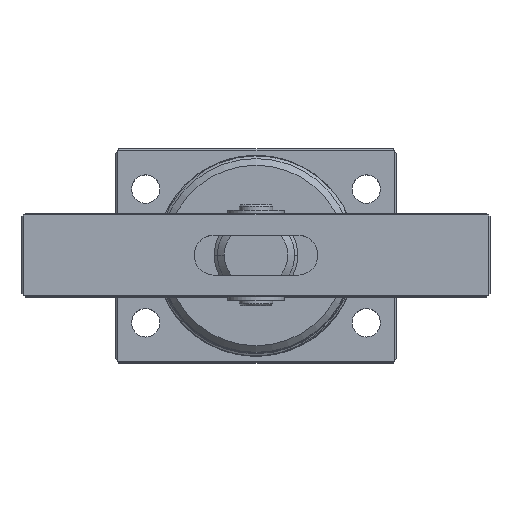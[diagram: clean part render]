
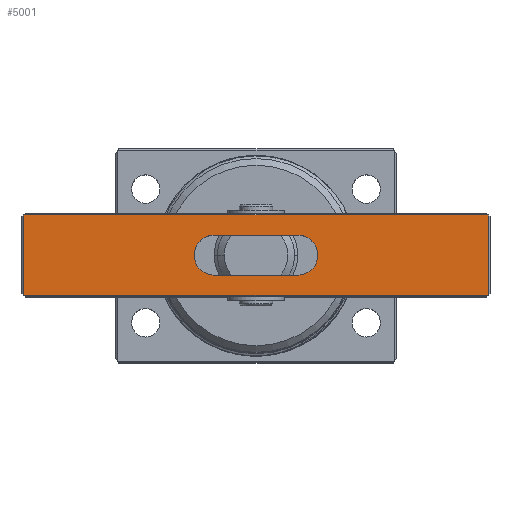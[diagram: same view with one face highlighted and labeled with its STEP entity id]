
A CAD part, top view. The second image highlights one B-rep face of the part: STEP entity #5001.
In plain terms, the highlighted planar face has unit normal (0, 0, 1).
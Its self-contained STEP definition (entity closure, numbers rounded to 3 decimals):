
#5 = CARTESIAN_POINT ( 'NONE',  ( 12.5, -6., 25. ) ) ;
#24 = DIRECTION ( 'NONE',  ( 1., 0., 0. ) ) ;
#97 = AXIS2_PLACEMENT_3D ( 'NONE', #5278, #11541, #6192 ) ;
#362 = EDGE_CURVE ( 'NONE', #1812, #11565, #2938, .T. ) ;
#386 = CARTESIAN_POINT ( 'NONE',  ( -70., 12., 25. ) ) ;
#438 = CARTESIAN_POINT ( 'NONE',  ( 70., -12., 25. ) ) ;
#681 = FACE_BOUND ( 'NONE', #4487, .T. ) ;
#688 = EDGE_CURVE ( 'NONE', #1266, #10025, #3344, .T. ) ;
#700 = ORIENTED_EDGE ( 'NONE', *, *, #688, .T. ) ;
#711 = AXIS2_PLACEMENT_3D ( 'NONE', #3288, #9042, #24 ) ;
#1060 = DIRECTION ( 'NONE',  ( 1., 0., 0. ) ) ;
#1266 = VERTEX_POINT ( 'NONE', #5477 ) ;
#1812 = VERTEX_POINT ( 'NONE', #5 ) ;
#1903 = VERTEX_POINT ( 'NONE', #11438 ) ;
#1986 = AXIS2_PLACEMENT_3D ( 'NONE', #8564, #3133, #9448 ) ;
#2218 = LINE ( 'NONE', #7072, #6465 ) ;
#2524 = EDGE_CURVE ( 'NONE', #7699, #1812, #10923, .T. ) ;
#2644 = CIRCLE ( 'NONE', #1986, 6. ) ;
#2938 = CIRCLE ( 'NONE', #711, 6. ) ;
#3011 = CARTESIAN_POINT ( 'NONE',  ( -69.5, -12., 25. ) ) ;
#3051 = EDGE_CURVE ( 'NONE', #11565, #4521, #8389, .T. ) ;
#3133 = DIRECTION ( 'NONE',  ( 0., 0., 1. ) ) ;
#3288 = CARTESIAN_POINT ( 'NONE',  ( 12.5, 0., 25. ) ) ;
#3344 = LINE ( 'NONE', #8294, #10255 ) ;
#3553 = VECTOR ( 'NONE', #5262, 1000. ) ;
#3665 = VECTOR ( 'NONE', #4919, 1000. ) ;
#4351 = CARTESIAN_POINT ( 'NONE',  ( -12.5, 6., 25. ) ) ;
#4487 = EDGE_LOOP ( 'NONE', ( #9737, #9244, #6679, #9977, #6152 ) ) ;
#4521 = VERTEX_POINT ( 'NONE', #6697 ) ;
#4808 = CARTESIAN_POINT ( 'NONE',  ( -12.5, -6., 25. ) ) ;
#4919 = DIRECTION ( 'NONE',  ( -1., 0., 0. ) ) ;
#5001 = ADVANCED_FACE ( 'NONE', ( #8209, #681 ), #5542, .T. ) ;
#5262 = DIRECTION ( 'NONE',  ( -1., 0., 0. ) ) ;
#5278 = CARTESIAN_POINT ( 'NONE',  ( -12.5, 0., 25. ) ) ;
#5477 = CARTESIAN_POINT ( 'NONE',  ( 69.5, -12., 25. ) ) ;
#5542 = PLANE ( 'NONE',  #8313 ) ;
#5715 = DIRECTION ( 'NONE',  ( 1., 0., 0. ) ) ;
#6016 = EDGE_LOOP ( 'NONE', ( #7976, #700, #9620, #10453 ) ) ;
#6022 = LINE ( 'NONE', #386, #3665 ) ;
#6134 = VECTOR ( 'NONE', #5715, 1000. ) ;
#6152 = ORIENTED_EDGE ( 'NONE', *, *, #362, .F. ) ;
#6192 = DIRECTION ( 'NONE',  ( 1., 0., 0. ) ) ;
#6446 = CARTESIAN_POINT ( 'NONE',  ( 12.5, 6., 25. ) ) ;
#6457 = DIRECTION ( 'NONE',  ( 0., 0., 1. ) ) ;
#6465 = VECTOR ( 'NONE', #10626, 1000. ) ;
#6679 = ORIENTED_EDGE ( 'NONE', *, *, #10814, .F. ) ;
#6697 = CARTESIAN_POINT ( 'NONE',  ( -12.5, 6., 25. ) ) ;
#6750 = DIRECTION ( 'NONE',  ( 1., 0., 0. ) ) ;
#6755 = VERTEX_POINT ( 'NONE', #3011 ) ;
#6795 = EDGE_CURVE ( 'NONE', #10025, #7570, #6022, .T. ) ;
#6836 = VECTOR ( 'NONE', #6750, 1000. ) ;
#6856 = CARTESIAN_POINT ( 'NONE',  ( 69.5, 12., 25. ) ) ;
#7072 = CARTESIAN_POINT ( 'NONE',  ( -69.5, -12.5, 25. ) ) ;
#7570 = VERTEX_POINT ( 'NONE', #10438 ) ;
#7699 = VERTEX_POINT ( 'NONE', #9652 ) ;
#7976 = ORIENTED_EDGE ( 'NONE', *, *, #8430, .T. ) ;
#8209 = FACE_OUTER_BOUND ( 'NONE', #6016, .T. ) ;
#8294 = CARTESIAN_POINT ( 'NONE',  ( 69.5, 12.5, 25. ) ) ;
#8313 = AXIS2_PLACEMENT_3D ( 'NONE', #10044, #6457, #1060 ) ;
#8389 = LINE ( 'NONE', #4351, #3553 ) ;
#8390 = EDGE_CURVE ( 'NONE', #1903, #7699, #2644, .T. ) ;
#8430 = EDGE_CURVE ( 'NONE', #6755, #1266, #11611, .T. ) ;
#8564 = CARTESIAN_POINT ( 'NONE',  ( -12.5, 0., 25. ) ) ;
#8872 = CIRCLE ( 'NONE', #97, 6. ) ;
#9042 = DIRECTION ( 'NONE',  ( 0., 0., 1. ) ) ;
#9193 = DIRECTION ( 'NONE',  ( 0., 1., 0. ) ) ;
#9244 = ORIENTED_EDGE ( 'NONE', *, *, #8390, .F. ) ;
#9448 = DIRECTION ( 'NONE',  ( 1., 0., 0. ) ) ;
#9620 = ORIENTED_EDGE ( 'NONE', *, *, #6795, .T. ) ;
#9652 = CARTESIAN_POINT ( 'NONE',  ( -12.5, -6., 25. ) ) ;
#9737 = ORIENTED_EDGE ( 'NONE', *, *, #2524, .F. ) ;
#9977 = ORIENTED_EDGE ( 'NONE', *, *, #3051, .F. ) ;
#10025 = VERTEX_POINT ( 'NONE', #6856 ) ;
#10044 = CARTESIAN_POINT ( 'NONE',  ( 0., 0., 25. ) ) ;
#10255 = VECTOR ( 'NONE', #9193, 1000. ) ;
#10438 = CARTESIAN_POINT ( 'NONE',  ( -69.5, 12., 25. ) ) ;
#10453 = ORIENTED_EDGE ( 'NONE', *, *, #10808, .T. ) ;
#10626 = DIRECTION ( 'NONE',  ( 0., -1., 0. ) ) ;
#10808 = EDGE_CURVE ( 'NONE', #7570, #6755, #2218, .T. ) ;
#10814 = EDGE_CURVE ( 'NONE', #4521, #1903, #8872, .T. ) ;
#10923 = LINE ( 'NONE', #4808, #6134 ) ;
#11438 = CARTESIAN_POINT ( 'NONE',  ( -18.5, 0., 25. ) ) ;
#11541 = DIRECTION ( 'NONE',  ( 0., 0., 1. ) ) ;
#11565 = VERTEX_POINT ( 'NONE', #6446 ) ;
#11611 = LINE ( 'NONE', #438, #6836 ) ;
